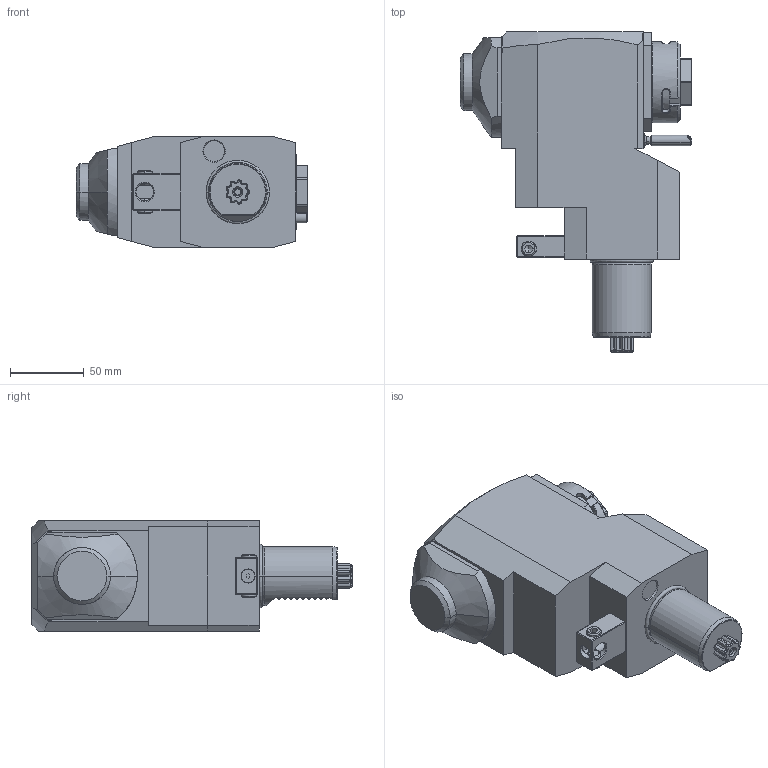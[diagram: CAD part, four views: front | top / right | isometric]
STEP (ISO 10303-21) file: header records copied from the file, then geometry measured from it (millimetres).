
FILE_DESCRIPTION((''),'2;1');
FILE_NAME('NGT1_40_415_32_3_1_120T','2024-10-29T',('vali'),('NOVA GRUP'),'PRO/ENGINEER BY PARAMETRIC TECHNOLOGY CORPORATION, 2010280','PRO/ENGINEER BY PARAMETRIC TECHNOLOGY CORPORATION, 2010280','');
FILE_SCHEMA(('CONFIG_CONTROL_DESIGN'));
Length unit declared in the file: millimetre
Products named in the file (1): NGT1_40_415_32_3_1_120T
Bounding box: 157 x 217 x 75 mm (x, y, z)
Volume: 1274147.5 mm3; surface area: 89364.9 mm2
Topology: 1 solids, 1 shells, 377 faces, 1022 edges, 660 vertices
Faces by surface type: plane 185, cylinder 103, cone 78, bspline 6, torus 3, sphere 2
Entity records: 15290 total; most frequent: CARTESIAN_POINT 6109, ORIENTED_EDGE 2036, DIRECTION 1722, EDGE_CURVE 1018, VERTEX_POINT 660, AXIS2_PLACEMENT_3D 591, VECTOR 540, LINE 540
